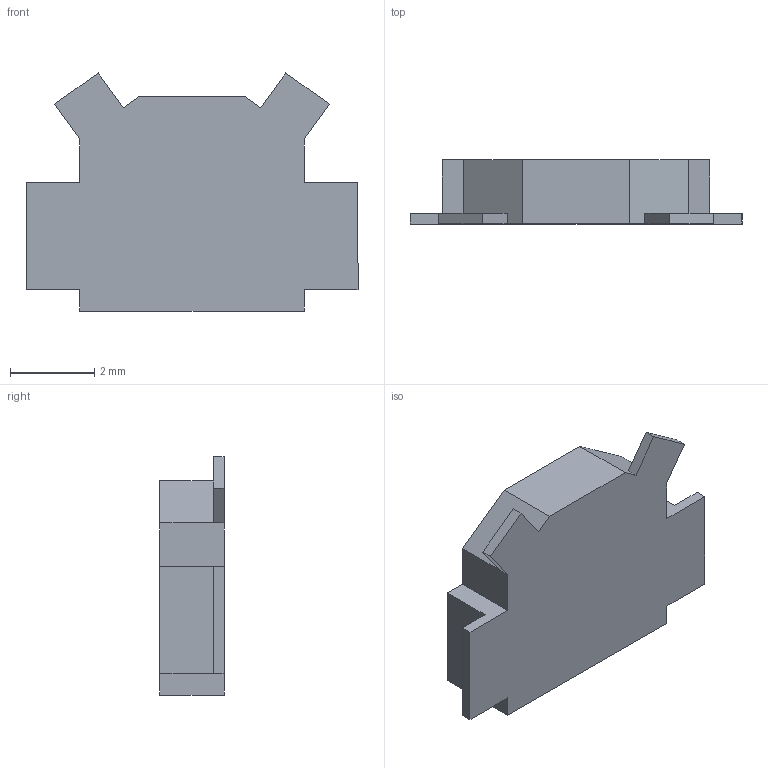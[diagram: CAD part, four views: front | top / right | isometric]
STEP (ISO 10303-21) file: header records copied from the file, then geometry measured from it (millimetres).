
FILE_DESCRIPTION (( 'STEP AP203' ), '1' );
FILE_NAME ('BK-335-SM.STEP', '2014-06-25T18:57:38', ( 'Intern' ), ( '' ), 'SwSTEP 2.0', 'SolidWorks 2012', '' );
FILE_SCHEMA (( 'CONFIG_CONTROL_DESIGN' ));
Length unit declared in the file: inch
Products named in the file (1): BK-335-SM
Bounding box: 7.87 x 1.52 x 5.65 mm (x, y, z)
Volume: 44.7 mm3; surface area: 104.1 mm2
Topology: 1 solids, 1 shells, 28 faces, 76 edges, 50 vertices
Faces by surface type: plane 28
Entity records: 943 total; most frequent: CARTESIAN_POINT 155, ORIENTED_EDGE 152, DIRECTION 134, VECTOR 76, EDGE_CURVE 76, LINE 76, VERTEX_POINT 50, AXIS2_PLACEMENT_3D 29
